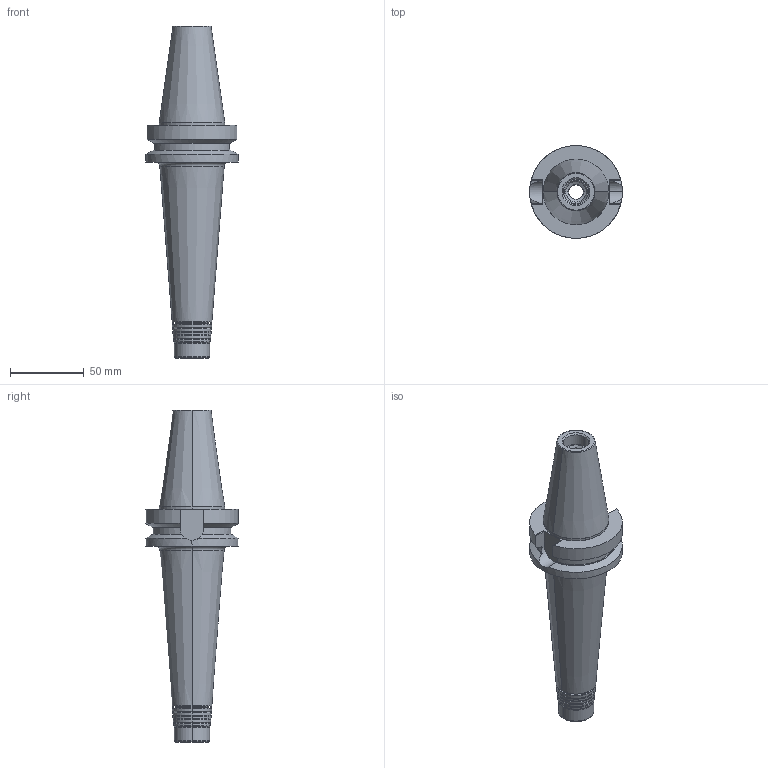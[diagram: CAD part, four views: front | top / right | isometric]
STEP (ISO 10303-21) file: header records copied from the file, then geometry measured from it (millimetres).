
FILE_DESCRIPTION (( 'STEP AP214' ), '1' );
FILE_NAME ('84517510.step', '2019-03-07T14:11:59', ( '' ), ( '' ), 'SwSTEP 2.0', 'SolidWorks 2016', '' );
FILE_SCHEMA (( 'AUTOMOTIVE_DESIGN' ));
Length unit declared in the file: millimetre
Products named in the file (1): 84517510
Bounding box: 63 x 63 x 225.4 mm (x, y, z)
Volume: 234676 mm3; surface area: 44561.7 mm2
Topology: 3 solids, 3 shells, 182 faces, 398 edges, 231 vertices
Faces by surface type: cone 60, torus 46, cylinder 43, plane 29, bspline 4
Entity records: 5231 total; most frequent: CARTESIAN_POINT 1068, DIRECTION 959, ORIENTED_EDGE 796, AXIS2_PLACEMENT_3D 414, EDGE_CURVE 398, CIRCLE 235, VERTEX_POINT 231, EDGE_LOOP 197
